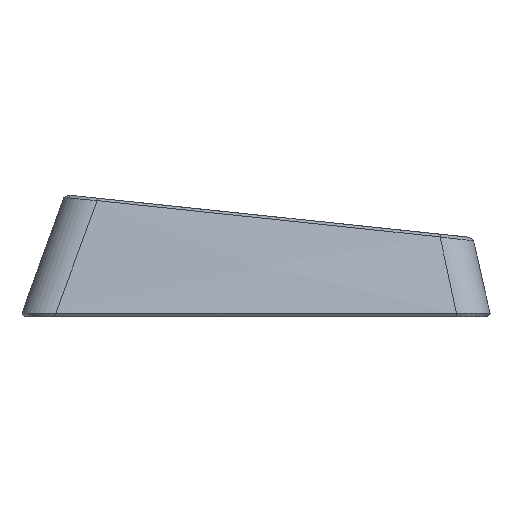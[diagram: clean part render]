
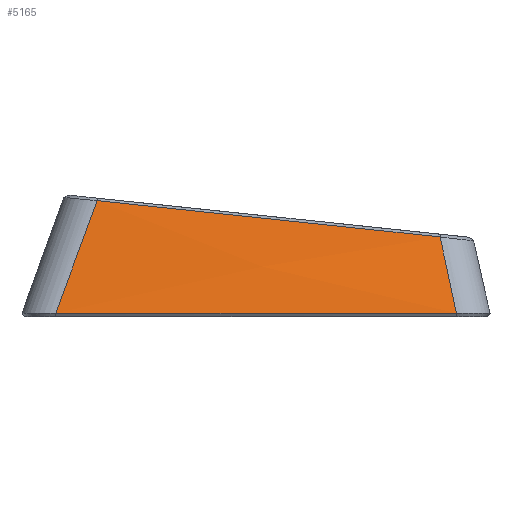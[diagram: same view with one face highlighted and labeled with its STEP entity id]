
A CAD part, left-side view. The second image highlights one B-rep face of the part: STEP entity #5165.
In plain terms, the highlighted free-form (B-spline) face has degree [1, 1] with [4, 2] control points.
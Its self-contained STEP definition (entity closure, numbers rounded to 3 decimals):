
#49=B_SPLINE_SURFACE_WITH_KNOTS('',1,1,((#8708,#8709),(#8710,#8711),(#8712,
#8713),(#8714,#8715)),.UNSPECIFIED.,.F.,.F.,.F.,(2,1,1,2),(2,2),(-55.073,
-53.993,53.993,55.073),(0.,1.),.UNSPECIFIED.);
#100=B_SPLINE_CURVE_WITH_KNOTS('',3,(#7790,#7791,#7792,#7793),
 .UNSPECIFIED.,.F.,.F.,(4,4),(-53.79,53.632),
 .UNSPECIFIED.);
#127=B_SPLINE_CURVE_WITH_KNOTS('',3,(#8340,#8341,#8342,#8343),
 .UNSPECIFIED.,.F.,.F.,(4,4),(-46.162,46.23),
 .UNSPECIFIED.);
#593=FACE_OUTER_BOUND('',#918,.T.);
#918=EDGE_LOOP('',(#3813,#3814,#3815,#3816));
#1350=LINE('',#8716,#1837);
#1351=LINE('',#8717,#1838);
#1837=VECTOR('',#6307,10.);
#1838=VECTOR('',#6308,10.);
#2203=VERTEX_POINT('',#7692);
#2205=VERTEX_POINT('',#7757);
#2237=VERTEX_POINT('',#8253);
#2240=VERTEX_POINT('',#8300);
#2700=EDGE_CURVE('',#2203,#2205,#100,.T.);
#2756=EDGE_CURVE('',#2240,#2237,#127,.T.);
#2900=EDGE_CURVE('',#2203,#2237,#1350,.T.);
#2901=EDGE_CURVE('',#2205,#2240,#1351,.T.);
#3813=ORIENTED_EDGE('',*,*,#2700,.F.);
#3814=ORIENTED_EDGE('',*,*,#2900,.T.);
#3815=ORIENTED_EDGE('',*,*,#2756,.F.);
#3816=ORIENTED_EDGE('',*,*,#2901,.F.);
#5165=ADVANCED_FACE('',(#593),#49,.T.);
#6307=DIRECTION('',(0.314,0.199,0.928));
#6308=DIRECTION('',(0.216,-0.339,0.916));
#7692=CARTESIAN_POINT('',(-152.673,-53.79,0.948));
#7757=CARTESIAN_POINT('',(-152.764,53.632,0.975));
#7790=CARTESIAN_POINT('Ctrl Pts',(-152.673,-53.79,0.947));
#7791=CARTESIAN_POINT('Ctrl Pts',(-152.715,-17.982,0.961));
#7792=CARTESIAN_POINT('Ctrl Pts',(-152.742,17.825,0.968));
#7793=CARTESIAN_POINT('Ctrl Pts',(-152.764,53.632,0.973));
#8253=CARTESIAN_POINT('',(-145.746,-49.401,21.427));
#8300=CARTESIAN_POINT('',(-145.646,42.479,31.143));
#8340=CARTESIAN_POINT('Ctrl Pts',(-145.646,42.479,31.144));
#8341=CARTESIAN_POINT('Ctrl Pts',(-145.666,11.852,27.913));
#8342=CARTESIAN_POINT('Ctrl Pts',(-145.69,-18.775,24.68));
#8343=CARTESIAN_POINT('Ctrl Pts',(-145.745,-49.401,21.429));
#8708=CARTESIAN_POINT('Ctrl Pts',(-152.994,55.073,0.));
#8709=CARTESIAN_POINT('Ctrl Pts',(-145.494,43.156,31.884));
#8710=CARTESIAN_POINT('Ctrl Pts',(-152.994,53.993,0.));
#8711=CARTESIAN_POINT('Ctrl Pts',(-145.494,42.241,31.788));
#8712=CARTESIAN_POINT('Ctrl Pts',(-152.994,-53.993,0.));
#8713=CARTESIAN_POINT('Ctrl Pts',(-145.494,-49.241,22.172));
#8714=CARTESIAN_POINT('Ctrl Pts',(-152.994,-55.073,0.));
#8715=CARTESIAN_POINT('Ctrl Pts',(-145.494,-50.156,22.076));
#8716=CARTESIAN_POINT('',(-152.994,-53.993,0.));
#8717=CARTESIAN_POINT('',(-152.994,53.993,0.));
